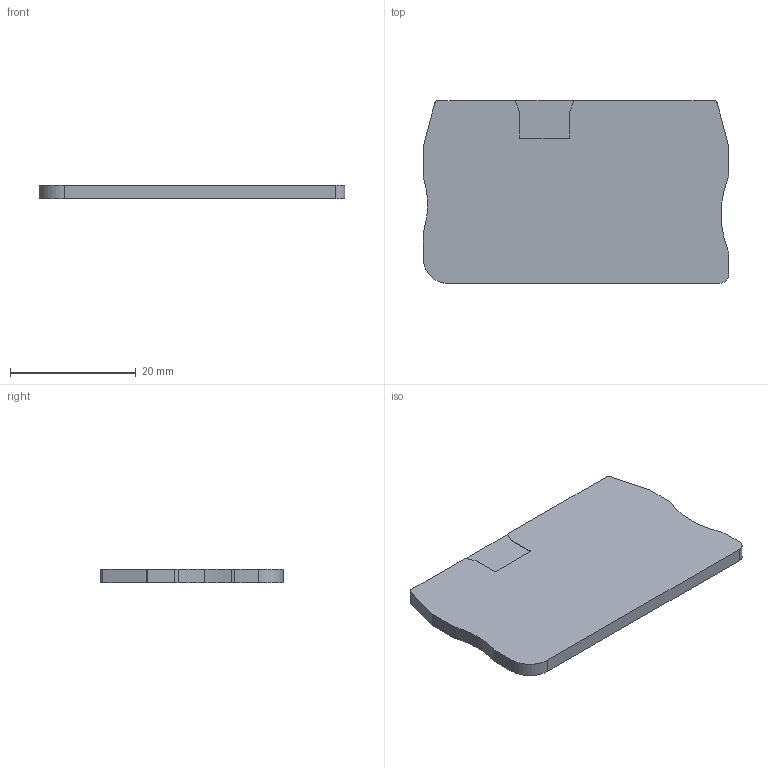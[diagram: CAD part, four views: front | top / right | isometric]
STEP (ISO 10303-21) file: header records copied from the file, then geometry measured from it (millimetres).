
FILE_DESCRIPTION(('SolidDesigner STEP Export'),'2;1');
FILE_NAME('3030417_d_st25.stp','2004-02-03T14:09:02',(''),(''),'OneSpaceDesigner STEP processor Version: 9.0 (March 2001)for AP214(CD)(Solid Model)','CoCreate OneSpaceDesigner: 11.50A 18-Jul-2002(C) CoCreate Software GmbH','');
FILE_SCHEMA(('AUTOMOTIVE_DESIGN_CC2 {1 2 10303 214 -1 1 5 1}'));
Length unit declared in the file: millimetre
Products named in the file (2): d-st_2.5_select
Assembly tree (1 placements, depth 2):
  d-st_2.5_select
    d-st_2.5_select
Bounding box: 48.6 x 29.05 x 2.2 mm (x, y, z)
Volume: 3014.6 mm3; surface area: 3092.2 mm2
Topology: 1 solids, 1 shells, 40 faces, 114 edges, 76 vertices
Faces by surface type: plane 22, cylinder 18
Entity records: 1615 total; most frequent: ORIENTED_EDGE 228, CARTESIAN_POINT 219, DIRECTION 209, EDGE_CURVE 114, VECTOR 77, LINE 77, VERTEX_POINT 76, AXIS2_PLACEMENT_3D 66
